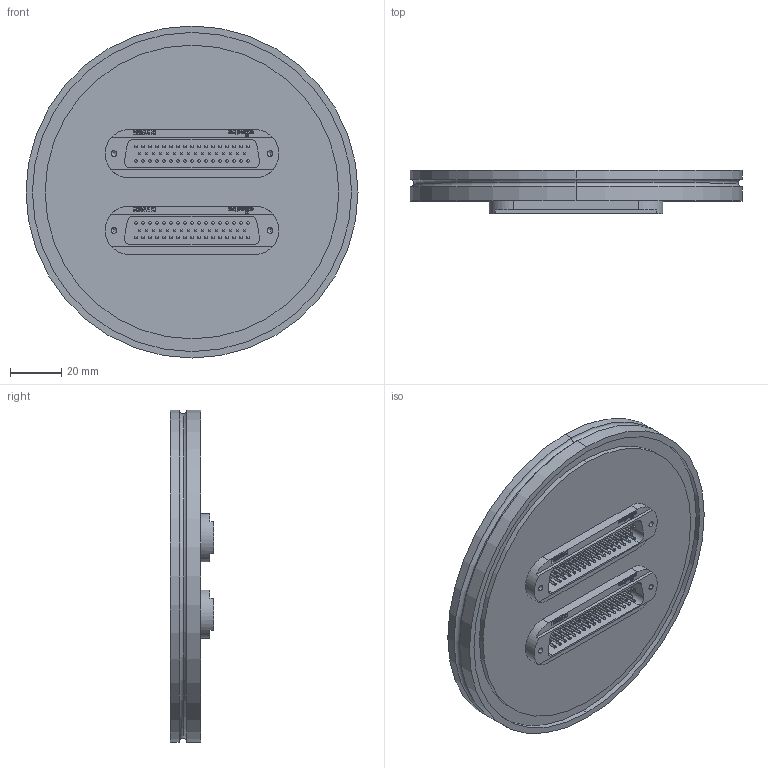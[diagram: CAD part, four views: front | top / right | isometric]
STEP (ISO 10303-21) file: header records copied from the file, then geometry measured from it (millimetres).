
FILE_DESCRIPTION (( 'STEP AP214' ), '1' );
FILE_NAME ('210-D50-ISO100-2.step', '2025-02-17T20:29:14', ( '' ), ( '' ), 'SwSTEP 2.0', 'SolidWorks 2022', '' );
FILE_SCHEMA (( 'AUTOMOTIVE_DESIGN' ));
Length unit declared in the file: millimetre
Products named in the file (5): 218-D50-SS_218-D50-SS; 9218-D50-SS-V22_50pin 1mm beschr. allectra; 9210-PIN-FENI_Pin vergoldet; 210-D50-ISO100-2; 9210-D50-ISO100-2_DN100 ISO-K
Assembly tree (54 placements, depth 3):
  210-D50-ISO100-2
    9210-D50-ISO100-2_DN100 ISO-K
    218-D50-SS_218-D50-SS  x2
      9218-D50-SS-V22_50pin 1mm beschr. allectra
      9210-PIN-FENI_Pin vergoldet
Bounding box: 130 x 17 x 130 mm (x, y, z)
Volume: 144417.3 mm3; surface area: 54034.3 mm2
Topology: 103 solids, 103 shells, 1124 faces, 3184 edges, 2102 vertices
Faces by surface type: cylinder 548, plane 298, sphere 200, bspline 54, cone 16, torus 8
Entity records: 14471 total; most frequent: CARTESIAN_POINT 3909, DIRECTION 2173, ORIENTED_EDGE 2046, EDGE_CURVE 1023, AXIS2_PLACEMENT_3D 792, VERTEX_POINT 676, LINE 589, VECTOR 589
